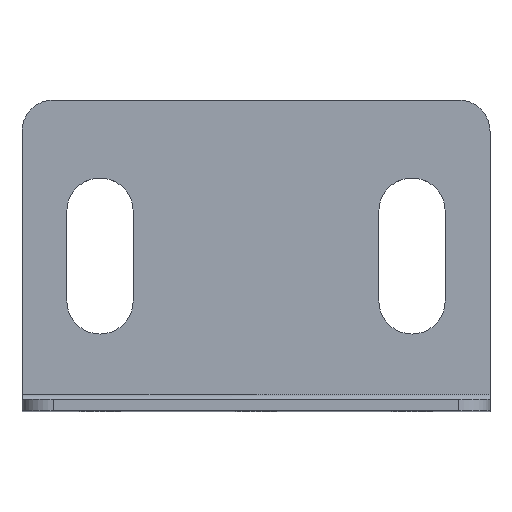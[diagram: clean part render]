
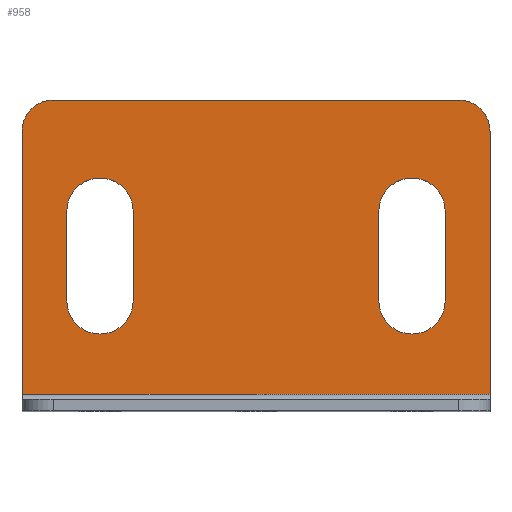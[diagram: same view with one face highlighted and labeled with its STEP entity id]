
A CAD part, top view. The second image highlights one B-rep face of the part: STEP entity #958.
In plain terms, the highlighted planar face has unit normal (0, 0, 1).
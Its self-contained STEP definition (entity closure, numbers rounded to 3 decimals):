
#579=CARTESIAN_POINT('',(45.75,12.,1.5));
#580=VERTEX_POINT('',#579);
#587=CARTESIAN_POINT('',(54.25,12.,1.5));
#588=VERTEX_POINT('',#587);
#589=CARTESIAN_POINT('',(50.,12.,1.5));
#590=DIRECTION('',(0.,0.,-1.));
#591=DIRECTION('',(1.,0.,0.));
#592=AXIS2_PLACEMENT_3D('',#589,#590,#591);
#593=CIRCLE('',#592,4.25);
#594=EDGE_CURVE('',#588,#580,#593,.T.);
#619=CARTESIAN_POINT('',(54.25,23.5,1.5));
#620=VERTEX_POINT('',#619);
#621=CARTESIAN_POINT('',(54.25,70.188,1.5));
#622=DIRECTION('',(0.,-1.,0.));
#623=VECTOR('',#622,115.);
#624=LINE('',#621,#623);
#625=EDGE_CURVE('',#620,#588,#624,.T.);
#651=CARTESIAN_POINT('',(45.75,23.5,1.5));
#652=VERTEX_POINT('',#651);
#653=CARTESIAN_POINT('',(50.,23.5,1.5));
#654=DIRECTION('',(0.,0.,-1.));
#655=DIRECTION('',(1.,0.,0.));
#656=AXIS2_PLACEMENT_3D('',#653,#654,#655);
#657=CIRCLE('',#656,4.25);
#658=EDGE_CURVE('',#652,#620,#657,.T.);
#681=CARTESIAN_POINT('',(45.75,-44.813,1.5));
#682=DIRECTION('',(-0.,1.,0.));
#683=VECTOR('',#682,115.);
#684=LINE('',#681,#683);
#685=EDGE_CURVE('',#580,#652,#684,.T.);
#707=CARTESIAN_POINT('',(5.75,12.,1.5));
#708=VERTEX_POINT('',#707);
#715=CARTESIAN_POINT('',(14.25,12.,1.5));
#716=VERTEX_POINT('',#715);
#717=CARTESIAN_POINT('',(10.,12.,1.5));
#718=DIRECTION('',(0.,0.,-1.));
#719=DIRECTION('',(1.,0.,0.));
#720=AXIS2_PLACEMENT_3D('',#717,#718,#719);
#721=CIRCLE('',#720,4.25);
#722=EDGE_CURVE('',#716,#708,#721,.T.);
#747=CARTESIAN_POINT('',(14.25,23.5,1.5));
#748=VERTEX_POINT('',#747);
#749=CARTESIAN_POINT('',(14.25,70.188,1.5));
#750=DIRECTION('',(0.,-1.,0.));
#751=VECTOR('',#750,115.);
#752=LINE('',#749,#751);
#753=EDGE_CURVE('',#748,#716,#752,.T.);
#779=CARTESIAN_POINT('',(5.75,23.5,1.5));
#780=VERTEX_POINT('',#779);
#781=CARTESIAN_POINT('',(10.,23.5,1.5));
#782=DIRECTION('',(0.,0.,-1.));
#783=DIRECTION('',(1.,0.,0.));
#784=AXIS2_PLACEMENT_3D('',#781,#782,#783);
#785=CIRCLE('',#784,4.25);
#786=EDGE_CURVE('',#780,#748,#785,.T.);
#809=CARTESIAN_POINT('',(5.75,-44.813,1.5));
#810=DIRECTION('',(-0.,1.,0.));
#811=VECTOR('',#810,115.);
#812=LINE('',#809,#811);
#813=EDGE_CURVE('',#708,#780,#812,.T.);
#889=CARTESIAN_POINT('',(30.,18.875,1.5));
#890=DIRECTION('',(0.,0.,1.));
#891=DIRECTION('',(1.,0.,0.));
#892=AXIS2_PLACEMENT_3D('',#889,#890,#891);
#893=PLANE('',#892);
#894=CARTESIAN_POINT('',(-0.,33.75,1.5));
#895=VERTEX_POINT('',#894);
#896=CARTESIAN_POINT('',(4.,37.75,1.5));
#897=VERTEX_POINT('',#896);
#898=CARTESIAN_POINT('',(4.,33.75,1.5));
#899=DIRECTION('',(0.,0.,-1.));
#900=DIRECTION('',(-0.707,0.707,0.));
#901=AXIS2_PLACEMENT_3D('',#898,#899,#900);
#902=CIRCLE('',#901,4.);
#903=EDGE_CURVE('',#895,#897,#902,.T.);
#904=ORIENTED_EDGE('',*,*,#903,.F.);
#905=CARTESIAN_POINT('',(0.,0.,1.5));
#906=VERTEX_POINT('',#905);
#907=CARTESIAN_POINT('',(0.,0.,1.5));
#908=DIRECTION('',(-0.,1.,0.));
#909=VECTOR('',#908,337.5);
#910=LINE('',#907,#909);
#911=EDGE_CURVE('',#906,#895,#910,.T.);
#912=ORIENTED_EDGE('',*,*,#911,.F.);
#913=CARTESIAN_POINT('',(60.,0.,1.5));
#914=VERTEX_POINT('',#913);
#915=CARTESIAN_POINT('',(60.,0.,1.5));
#916=DIRECTION('',(-1.,0.,0.));
#917=VECTOR('',#916,600.);
#918=LINE('',#915,#917);
#919=EDGE_CURVE('',#914,#906,#918,.T.);
#920=ORIENTED_EDGE('',*,*,#919,.F.);
#921=CARTESIAN_POINT('',(60.,33.75,1.5));
#922=VERTEX_POINT('',#921);
#923=CARTESIAN_POINT('',(60.,-2.25,1.5));
#924=DIRECTION('',(0.,-1.,0.));
#925=VECTOR('',#924,337.5);
#926=LINE('',#923,#925);
#927=EDGE_CURVE('',#922,#914,#926,.T.);
#928=ORIENTED_EDGE('',*,*,#927,.F.);
#929=CARTESIAN_POINT('',(56.,37.75,1.5));
#930=VERTEX_POINT('',#929);
#931=CARTESIAN_POINT('',(56.,33.75,1.5));
#932=DIRECTION('',(0.,0.,-1.));
#933=DIRECTION('',(0.707,0.707,0.));
#934=AXIS2_PLACEMENT_3D('',#931,#932,#933);
#935=CIRCLE('',#934,4.);
#936=EDGE_CURVE('',#930,#922,#935,.T.);
#937=ORIENTED_EDGE('',*,*,#936,.F.);
#938=CARTESIAN_POINT('',(40.,37.75,1.5));
#939=DIRECTION('',(1.,0.,0.));
#940=VECTOR('',#939,520.);
#941=LINE('',#938,#940);
#942=EDGE_CURVE('',#897,#930,#941,.T.);
#943=ORIENTED_EDGE('',*,*,#942,.F.);
#944=EDGE_LOOP('',(#904,#912,#920,#928,#937,#943));
#945=FACE_BOUND('',#944,.T.);
#946=ORIENTED_EDGE('',*,*,#722,.T.);
#947=ORIENTED_EDGE('',*,*,#813,.T.);
#948=ORIENTED_EDGE('',*,*,#786,.T.);
#949=ORIENTED_EDGE('',*,*,#753,.T.);
#950=EDGE_LOOP('',(#946,#947,#948,#949));
#951=FACE_BOUND('',#950,.T.);
#952=ORIENTED_EDGE('',*,*,#594,.T.);
#953=ORIENTED_EDGE('',*,*,#685,.T.);
#954=ORIENTED_EDGE('',*,*,#658,.T.);
#955=ORIENTED_EDGE('',*,*,#625,.T.);
#956=EDGE_LOOP('',(#952,#953,#954,#955));
#957=FACE_BOUND('',#956,.T.);
#958=ADVANCED_FACE('',(#945,#951,#957),#893,.T.);
